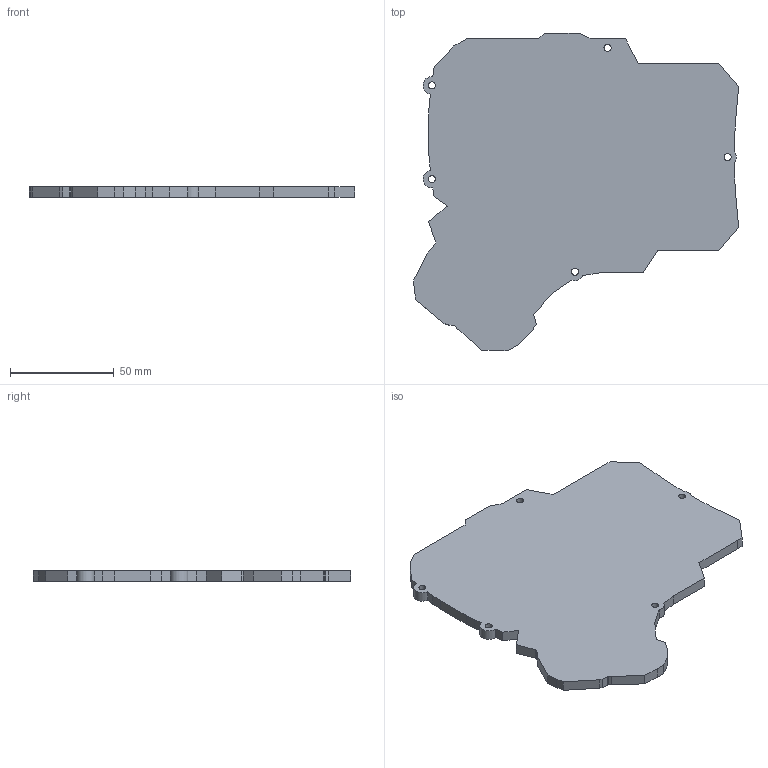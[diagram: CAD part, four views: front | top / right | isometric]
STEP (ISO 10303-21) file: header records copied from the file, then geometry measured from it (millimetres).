
FILE_DESCRIPTION(('Open CASCADE Model'),'2;1');
FILE_NAME('Open CASCADE Shape Model','2021-07-02T17:22:05',('Author'),( 'Open CASCADE'),'Open CASCADE STEP processor 7.4','Open CASCADE 7.4' ,'Unknown');
FILE_SCHEMA(('AUTOMOTIVE_DESIGN { 1 0 10303 214 1 1 1 1 }'));
Length unit declared in the file: millimetre
Products named in the file (1): Open CASCADE STEP translator 7.4 6
Bounding box: 156.64 x 153.16 x 5 mm (x, y, z)
Volume: 86502.4 mm3; surface area: 37677.9 mm2
Topology: 1 solids, 1 shells, 66 faces, 192 edges, 128 vertices
Faces by surface type: plane 57, cylinder 9
Full cylindrical faces by diameter (mm): 3.4 x5
Entity records: 4570 total; most frequent: CARTESIAN_POINT 881, DIRECTION 618, LINE 430, VECTOR 430, ORIENTED_EDGE 384, PCURVE 384, DEFINITIONAL_REPRESENTATION 384, EDGE_CURVE 192
